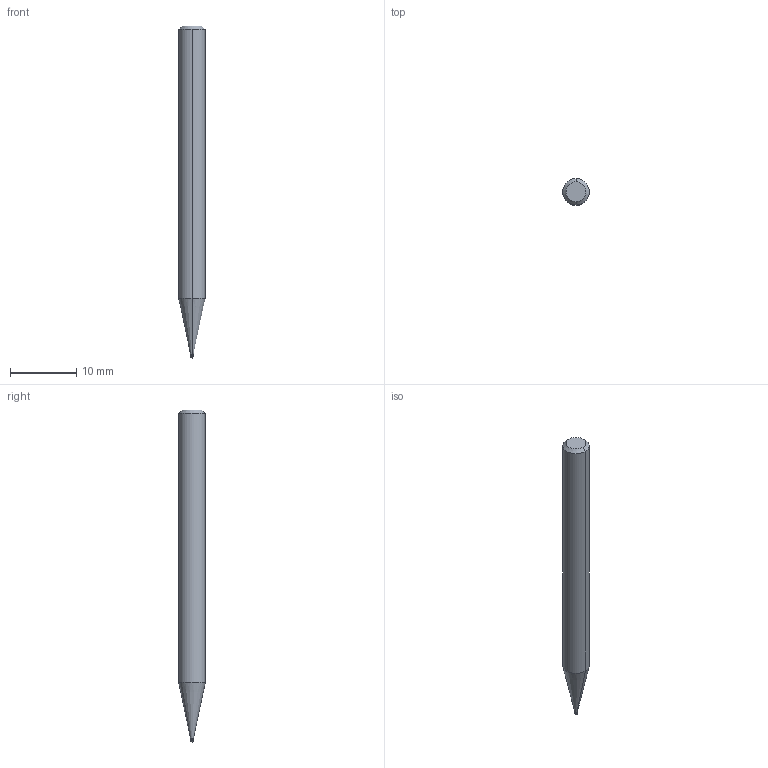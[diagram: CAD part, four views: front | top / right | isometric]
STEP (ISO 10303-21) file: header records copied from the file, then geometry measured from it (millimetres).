
FILE_DESCRIPTION(/* description */ (''),/* implementation_level */ '2;1');
FILE_NAME(/* name */ 'MP2XLBR0020N005.stp',/* time_stamp */ '2023-03-17T09:20:01+09:00',/* author */ (''),/* organization */ (''),/* preprocessor_version */ 'ST-DEVELOPER v16',/* originating_system */ 'SIEMENS PLM Software NX 10.0',/* authorisation */ '');
FILE_SCHEMA (('AUTOMOTIVE_DESIGN { 1 0 10303 214 3 1 1 1 }'));
Length unit declared in the file: millimetre
Products named in the file (1): MP2XLBR0020N005_ASM
Bounding box: 4 x 4 x 50 mm (x, y, z)
Volume: 553.6 mm3; surface area: 584.9 mm2
Topology: 2 solids, 2 shells, 19 faces, 40 edges, 28 vertices
Faces by surface type: cylinder 6, cone 6, plane 3, sphere 2, torus 2
Entity records: 623 total; most frequent: DIRECTION 121, CARTESIAN_POINT 88, ORIENTED_EDGE 68, AXIS2_PLACEMENT_3D 53, EDGE_CURVE 34, CIRCLE 23, ADVANCED_FACE 19, FACE_OUTER_BOUND 19
